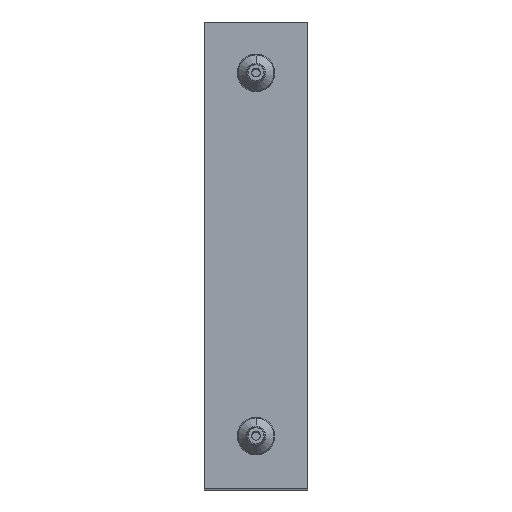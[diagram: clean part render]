
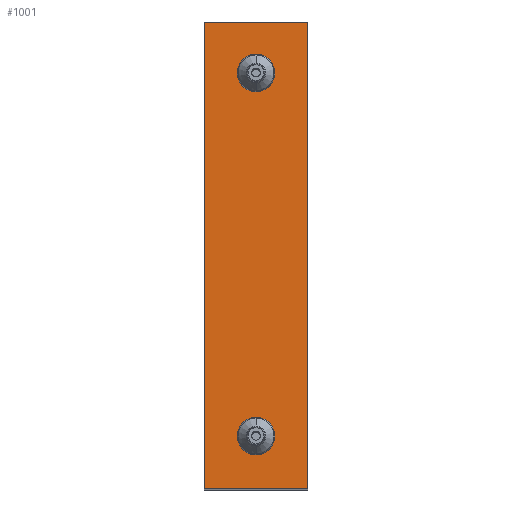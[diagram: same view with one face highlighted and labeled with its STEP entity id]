
A CAD part, top view. The second image highlights one B-rep face of the part: STEP entity #1001.
In plain terms, the highlighted planar face has unit normal (0, 0, 1).
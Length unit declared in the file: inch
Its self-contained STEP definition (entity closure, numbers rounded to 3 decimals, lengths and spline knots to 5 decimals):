
#17=DIRECTION('',(0.,-1.,0.));
#18=VECTOR('',#17,2.25);
#19=CARTESIAN_POINT('',(-0.25,1.125,1.5));
#20=LINE('',#19,#18);
#93=DIRECTION('',(1.,0.,0.));
#94=VECTOR('',#93,0.5);
#95=CARTESIAN_POINT('',(-0.25,-1.125,1.5));
#96=LINE('',#95,#94);
#107=DIRECTION('',(1.,0.,0.));
#108=VECTOR('',#107,0.5);
#109=CARTESIAN_POINT('',(-0.25,1.125,1.5));
#110=LINE('',#109,#108);
#111=CARTESIAN_POINT('',(0.,-0.875,1.5));
#112=DIRECTION('',(0.,0.,1.));
#113=DIRECTION('',(0.,-1.,0.));
#114=AXIS2_PLACEMENT_3D('',#111,#112,#113);
#116=CARTESIAN_POINT('',(0.,-0.875,1.5));
#117=DIRECTION('',(0.,0.,1.));
#118=DIRECTION('',(0.,1.,0.));
#119=AXIS2_PLACEMENT_3D('',#116,#117,#118);
#121=CARTESIAN_POINT('',(0.,0.875,1.5));
#122=DIRECTION('',(0.,0.,1.));
#123=DIRECTION('',(0.,-1.,0.));
#124=AXIS2_PLACEMENT_3D('',#121,#122,#123);
#126=CARTESIAN_POINT('',(0.,0.875,1.5));
#127=DIRECTION('',(0.,0.,1.));
#128=DIRECTION('',(0.,1.,0.));
#129=AXIS2_PLACEMENT_3D('',#126,#127,#128);
#209=DIRECTION('',(0.,-1.,0.));
#210=VECTOR('',#209,2.25);
#211=CARTESIAN_POINT('',(0.25,1.125,1.5));
#212=LINE('',#211,#210);
#677=CARTESIAN_POINT('',(-0.25,-1.125,1.5));
#679=VERTEX_POINT('',#677);
#687=CARTESIAN_POINT('',(-0.25,1.125,1.5));
#688=VERTEX_POINT('',#687);
#689=CARTESIAN_POINT('',(0.25,-1.125,1.5));
#691=VERTEX_POINT('',#689);
#699=CARTESIAN_POINT('',(0.25,1.125,1.5));
#700=VERTEX_POINT('',#699);
#801=CARTESIAN_POINT('',(0.,-0.914,1.5));
#802=CARTESIAN_POINT('',(0.,-0.836,1.5));
#803=VERTEX_POINT('',#801);
#804=VERTEX_POINT('',#802);
#817=CARTESIAN_POINT('',(0.,0.836,1.5));
#818=VERTEX_POINT('',#817);
#819=CARTESIAN_POINT('',(0.,0.914,1.5));
#820=VERTEX_POINT('',#819);
#976=CARTESIAN_POINT('',(-0.25,1.125,1.5));
#977=DIRECTION('',(0.,0.,1.));
#978=DIRECTION('',(0.,-1.,0.));
#979=AXIS2_PLACEMENT_3D('',#976,#977,#978);
#980=PLANE('',#979);
#981=ORIENTED_EDGE('',*,*,#868,.F.);
#983=ORIENTED_EDGE('',*,*,#982,.T.);
#985=ORIENTED_EDGE('',*,*,#984,.T.);
#986=ORIENTED_EDGE('',*,*,#962,.F.);
#987=EDGE_LOOP('',(#981,#983,#985,#986));
#988=FACE_OUTER_BOUND('',#987,.F.);
#990=ORIENTED_EDGE('',*,*,#989,.T.);
#992=ORIENTED_EDGE('',*,*,#991,.T.);
#993=EDGE_LOOP('',(#990,#992));
#994=FACE_BOUND('',#993,.F.);
#996=ORIENTED_EDGE('',*,*,#995,.T.);
#998=ORIENTED_EDGE('',*,*,#997,.T.);
#999=EDGE_LOOP('',(#996,#998));
#1000=FACE_BOUND('',#999,.F.);
#1001=ADVANCED_FACE('',(#988,#994,#1000),#980,.T.);
#115=CIRCLE('',#114,0.039);
#120=CIRCLE('',#119,0.039);
#125=CIRCLE('',#124,0.039);
#130=CIRCLE('',#129,0.039);
#868=EDGE_CURVE('',#688,#679,#20,.T.);
#962=EDGE_CURVE('',#679,#691,#96,.T.);
#982=EDGE_CURVE('',#688,#700,#110,.T.);
#984=EDGE_CURVE('',#700,#691,#212,.T.);
#989=EDGE_CURVE('',#803,#804,#115,.T.);
#991=EDGE_CURVE('',#804,#803,#120,.T.);
#995=EDGE_CURVE('',#818,#820,#125,.T.);
#997=EDGE_CURVE('',#820,#818,#130,.T.);
